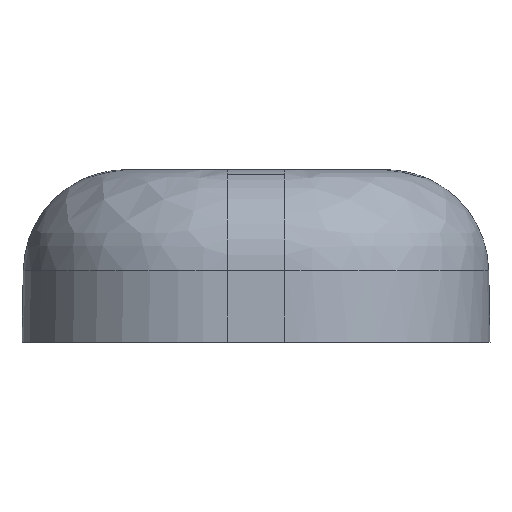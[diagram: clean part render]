
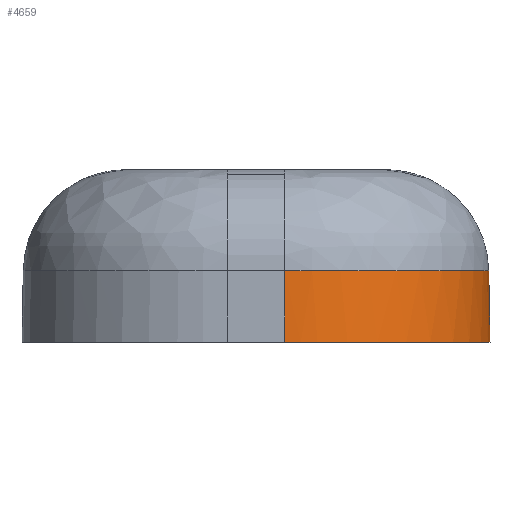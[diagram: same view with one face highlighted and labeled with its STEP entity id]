
A CAD part, left-side view. The second image highlights one B-rep face of the part: STEP entity #4659.
In plain terms, the highlighted free-form (B-spline) face has degree [1, 2] with [2, 10] control points.
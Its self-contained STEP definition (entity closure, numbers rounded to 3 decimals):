
#4285=CARTESIAN_POINT('',(-51.848,-3.504,-1.786));
#4286=VERTEX_POINT('',#4285);
#4308=CARTESIAN_POINT('',(-52.,-3.504,-10.504));
#4309=VERTEX_POINT('',#4308);
#4310=CARTESIAN_POINT('',(-52.,-3.504,-10.504));
#4311=DIRECTION('',(0.017,0.,1.));
#4312=VECTOR('',#4311,8.719);
#4313=LINE('',#4310,#4312);
#4314=EDGE_CURVE('',#4309,#4286,#4313,.T.);
#4468=CARTESIAN_POINT('',(-27.,-28.352,-1.786));
#4469=VERTEX_POINT('',#4468);
#4481=CARTESIAN_POINT('',(-51.848,-3.504,-1.786));
#4482=CARTESIAN_POINT('',(-51.856,-5.706,-1.786));
#4483=CARTESIAN_POINT('',(-51.003,-10.355,-1.786));
#4484=CARTESIAN_POINT('',(-49.226,-14.919,-1.786));
#4485=CARTESIAN_POINT('',(-46.305,-19.337,-1.786));
#4486=CARTESIAN_POINT('',(-42.635,-23.01,-1.786));
#4487=CARTESIAN_POINT('',(-38.533,-25.645,-1.786));
#4488=CARTESIAN_POINT('',(-33.887,-27.505,-1.786));
#4489=CARTESIAN_POINT('',(-29.283,-28.35,-1.786));
#4490=CARTESIAN_POINT('',(-27.,-28.352,-1.786));
#4498=(BOUNDED_CURVE()B_SPLINE_CURVE(2,(#4481,#4482,#4483,#4484,#4485,#4486,#4487,#4488,#4489,#4490),.UNSPECIFIED.,.F.,.U.)B_SPLINE_CURVE_WITH_KNOTS((3,1,1,1,1,1,1,1,3),(0.0,0.125,0.25,0.375,0.5,0.625,0.75,0.875,1.0),.UNSPECIFIED.)CURVE()GEOMETRIC_REPRESENTATION_ITEM()RATIONAL_B_SPLINE_CURVE((1.0,1.,1.001,0.995,1.03,0.823,0.877,0.908,0.964,1.0))REPRESENTATION_ITEM(''));
#4499=EDGE_CURVE('',#4286,#4469,#4498,.T.);
#4599=CARTESIAN_POINT('',(-27.,-28.352,-1.786));
#4600=CARTESIAN_POINT('',(-27.,-28.504,-10.504));
#4601=CARTESIAN_POINT('',(-29.283,-28.35,-1.786));
#4602=CARTESIAN_POINT('',(-29.297,-28.503,-10.504));
#4603=CARTESIAN_POINT('',(-33.887,-27.505,-1.786));
#4604=CARTESIAN_POINT('',(-33.929,-27.652,-10.504));
#4605=CARTESIAN_POINT('',(-38.533,-25.645,-1.786));
#4606=CARTESIAN_POINT('',(-38.603,-25.78,-10.504));
#4607=CARTESIAN_POINT('',(-42.635,-23.01,-1.786));
#4608=CARTESIAN_POINT('',(-42.73,-23.129,-10.504));
#4609=CARTESIAN_POINT('',(-46.305,-19.337,-1.786));
#4610=CARTESIAN_POINT('',(-46.423,-19.434,-10.504));
#4611=CARTESIAN_POINT('',(-49.226,-14.919,-1.786));
#4612=CARTESIAN_POINT('',(-49.362,-14.988,-10.504));
#4613=CARTESIAN_POINT('',(-51.003,-10.355,-1.786));
#4614=CARTESIAN_POINT('',(-51.15,-10.397,-10.504));
#4615=CARTESIAN_POINT('',(-51.856,-5.706,-1.786));
#4616=CARTESIAN_POINT('',(-52.008,-5.719,-10.504));
#4617=CARTESIAN_POINT('',(-51.848,-3.504,-1.786));
#4618=CARTESIAN_POINT('',(-52.,-3.504,-10.504));
#4626=(BOUNDED_SURFACE()B_SPLINE_SURFACE(1,2,((#4599,#4601,#4603,#4605,#4607,#4609,#4611,#4613,#4615,#4617),(#4600,#4602,#4604,#4606,#4608,#4610,#4612,#4614,#4616,#4618)),.UNSPECIFIED.,.F.,.F.,.U.)B_SPLINE_SURFACE_WITH_KNOTS((2,2),(3,1,1,1,1,1,1,1,3),(0.0,1.0),(0.0,0.125,0.25,0.375,0.5,0.625,0.75,0.875,1.0),.UNSPECIFIED.)GEOMETRIC_REPRESENTATION_ITEM()RATIONAL_B_SPLINE_SURFACE(((1.0,0.964,0.908,0.877,0.823,1.03,0.995,1.001,1.,1.0),(1.0,0.964,0.908,0.877,0.823,1.03,0.995,1.001,1.,1.0)))REPRESENTATION_ITEM('')SURFACE());
#4627=CARTESIAN_POINT('',(-27.,-28.504,-10.504));
#4628=VERTEX_POINT('',#4627);
#4629=CARTESIAN_POINT('',(-27.,-28.352,-1.786));
#4630=DIRECTION('',(0.,-0.017,-1.));
#4631=VECTOR('',#4630,8.719);
#4632=LINE('',#4629,#4631);
#4633=EDGE_CURVE('',#4469,#4628,#4632,.T.);
#4634=ORIENTED_EDGE('',*,*,#4633,.F.);
#4635=ORIENTED_EDGE('',*,*,#4499,.F.);
#4636=ORIENTED_EDGE('',*,*,#4314,.F.);
#4637=CARTESIAN_POINT('',(-27.,-28.504,-10.504));
#4638=CARTESIAN_POINT('',(-29.297,-28.503,-10.504));
#4639=CARTESIAN_POINT('',(-33.929,-27.652,-10.504));
#4640=CARTESIAN_POINT('',(-38.603,-25.78,-10.504));
#4641=CARTESIAN_POINT('',(-42.73,-23.129,-10.504));
#4642=CARTESIAN_POINT('',(-46.423,-19.434,-10.504));
#4643=CARTESIAN_POINT('',(-49.362,-14.988,-10.504));
#4644=CARTESIAN_POINT('',(-51.15,-10.397,-10.504));
#4645=CARTESIAN_POINT('',(-52.008,-5.719,-10.504));
#4646=CARTESIAN_POINT('',(-52.,-3.504,-10.504));
#4654=(BOUNDED_CURVE()B_SPLINE_CURVE(2,(#4637,#4638,#4639,#4640,#4641,#4642,#4643,#4644,#4645,#4646),.UNSPECIFIED.,.F.,.U.)B_SPLINE_CURVE_WITH_KNOTS((3,1,1,1,1,1,1,1,3),(0.0,0.125,0.25,0.375,0.5,0.625,0.75,0.875,1.0),.UNSPECIFIED.)CURVE()GEOMETRIC_REPRESENTATION_ITEM()RATIONAL_B_SPLINE_CURVE((1.0,0.964,0.908,0.877,0.823,1.03,0.995,1.001,1.,1.0))REPRESENTATION_ITEM(''));
#4655=EDGE_CURVE('',#4628,#4309,#4654,.T.);
#4656=ORIENTED_EDGE('',*,*,#4655,.F.);
#4657=EDGE_LOOP('',(#4634,#4635,#4636,#4656));
#4658=FACE_OUTER_BOUND('',#4657,.T.);
#4659=ADVANCED_FACE('',(#4658),#4626,.F.);
